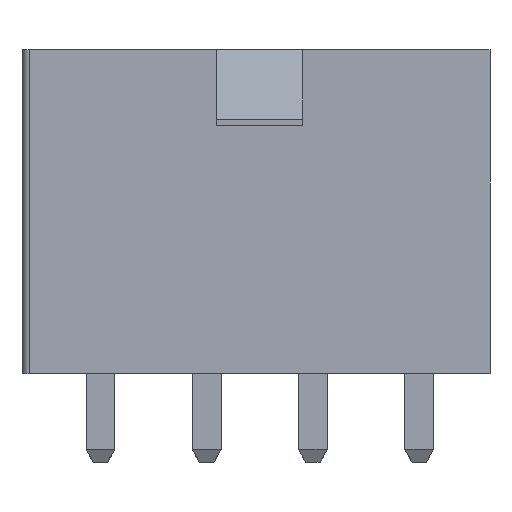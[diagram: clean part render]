
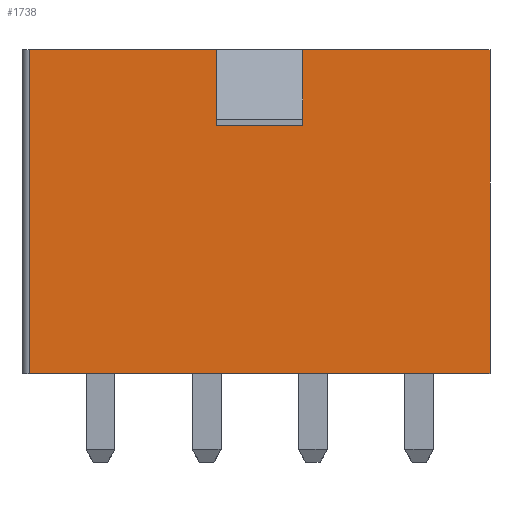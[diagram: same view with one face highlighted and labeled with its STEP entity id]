
A CAD part, top view. The second image highlights one B-rep face of the part: STEP entity #1738.
In plain terms, the highlighted planar face has unit normal (0, 0, 1).
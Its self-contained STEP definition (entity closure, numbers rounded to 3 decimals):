
#2 = LINE ( 'NONE', #3875, #845 ) ;
#136 = CARTESIAN_POINT ( 'NONE',  ( -7.4, 12.8, 0. ) ) ;
#151 = PLANE ( 'NONE',  #992 ) ;
#333 = CARTESIAN_POINT ( 'NONE',  ( 0., 12.8, 0. ) ) ;
#354 = VECTOR ( 'NONE', #547, 1000. ) ;
#485 = VECTOR ( 'NONE', #3357, 1000. ) ;
#547 = DIRECTION ( 'NONE',  ( 0., -1., 0. ) ) ;
#640 = LINE ( 'NONE', #2413, #354 ) ;
#677 = DIRECTION ( 'NONE',  ( 0., -1., 0. ) ) ;
#714 = CARTESIAN_POINT ( 'NONE',  ( 0., 12.8, 0. ) ) ;
#777 = CARTESIAN_POINT ( 'NONE',  ( -7.4, 12.8, 0. ) ) ;
#800 = ORIENTED_EDGE ( 'NONE', *, *, #2300, .T. ) ;
#845 = VECTOR ( 'NONE', #677, 1000. ) ;
#848 = VECTOR ( 'NONE', #2352, 1000. ) ;
#992 = AXIS2_PLACEMENT_3D ( 'NONE', #5752, #1154, #3955 ) ;
#1113 = CARTESIAN_POINT ( 'NONE',  ( -18.2, 12.8, 0. ) ) ;
#1127 = DIRECTION ( 'NONE',  ( -1., 0., 0. ) ) ;
#1154 = DIRECTION ( 'NONE',  ( 0., 0., 1. ) ) ;
#1173 = CARTESIAN_POINT ( 'NONE',  ( 0., 0., 0. ) ) ;
#1211 = LINE ( 'NONE', #1398, #2008 ) ;
#1398 = CARTESIAN_POINT ( 'NONE',  ( 1.9, 9.8, 0. ) ) ;
#1474 = ORIENTED_EDGE ( 'NONE', *, *, #4703, .T. ) ;
#1592 = VERTEX_POINT ( 'NONE', #5561 ) ;
#1738 = ADVANCED_FACE ( 'NONE', ( #2141 ), #151, .T. ) ;
#1766 = VERTEX_POINT ( 'NONE', #4843 ) ;
#1788 = EDGE_CURVE ( 'NONE', #1766, #4868, #4155, .T. ) ;
#1839 = EDGE_CURVE ( 'NONE', #3177, #1592, #2, .T. ) ;
#2008 = VECTOR ( 'NONE', #5515, 1000. ) ;
#2141 = FACE_OUTER_BOUND ( 'NONE', #4365, .T. ) ;
#2300 = EDGE_CURVE ( 'NONE', #3177, #4793, #3002, .T. ) ;
#2352 = DIRECTION ( 'NONE',  ( -1., 0., 0. ) ) ;
#2413 = CARTESIAN_POINT ( 'NONE',  ( -18.2, 12.8, 0. ) ) ;
#2561 = VERTEX_POINT ( 'NONE', #5490 ) ;
#2940 = VECTOR ( 'NONE', #3935, 1000. ) ;
#3002 = LINE ( 'NONE', #5249, #4083 ) ;
#3177 = VERTEX_POINT ( 'NONE', #4186 ) ;
#3357 = DIRECTION ( 'NONE',  ( 0., -1., 0. ) ) ;
#3460 = DIRECTION ( 'NONE',  ( -1., 0., 0. ) ) ;
#3565 = ORIENTED_EDGE ( 'NONE', *, *, #5365, .F. ) ;
#3807 = ORIENTED_EDGE ( 'NONE', *, *, #5621, .T. ) ;
#3875 = CARTESIAN_POINT ( 'NONE',  ( -10.8, 12.8, 0. ) ) ;
#3935 = DIRECTION ( 'NONE',  ( 0., -1., 0. ) ) ;
#3955 = DIRECTION ( 'NONE',  ( 1., 0., 0. ) ) ;
#4083 = VECTOR ( 'NONE', #1127, 1000. ) ;
#4155 = LINE ( 'NONE', #714, #2940 ) ;
#4186 = CARTESIAN_POINT ( 'NONE',  ( -10.8, 12.8, 0. ) ) ;
#4279 = ORIENTED_EDGE ( 'NONE', *, *, #5332, .T. ) ;
#4365 = EDGE_LOOP ( 'NONE', ( #4936, #1474, #5179, #800, #4279, #3565, #5617, #3807 ) ) ;
#4412 = VERTEX_POINT ( 'NONE', #777 ) ;
#4703 = EDGE_CURVE ( 'NONE', #2561, #1592, #1211, .T. ) ;
#4746 = VECTOR ( 'NONE', #3460, 1000. ) ;
#4779 = VERTEX_POINT ( 'NONE', #5195 ) ;
#4793 = VERTEX_POINT ( 'NONE', #1113 ) ;
#4843 = CARTESIAN_POINT ( 'NONE',  ( 0., 12.8, 0. ) ) ;
#4868 = VERTEX_POINT ( 'NONE', #1173 ) ;
#4936 = ORIENTED_EDGE ( 'NONE', *, *, #5875, .T. ) ;
#5019 = LINE ( 'NONE', #333, #4746 ) ;
#5179 = ORIENTED_EDGE ( 'NONE', *, *, #1839, .F. ) ;
#5195 = CARTESIAN_POINT ( 'NONE',  ( -18.2, 0., 0. ) ) ;
#5249 = CARTESIAN_POINT ( 'NONE',  ( 0., 12.8, 0. ) ) ;
#5304 = LINE ( 'NONE', #5608, #848 ) ;
#5332 = EDGE_CURVE ( 'NONE', #4793, #4779, #640, .T. ) ;
#5365 = EDGE_CURVE ( 'NONE', #4868, #4779, #5304, .T. ) ;
#5490 = CARTESIAN_POINT ( 'NONE',  ( -7.4, 9.8, 0. ) ) ;
#5515 = DIRECTION ( 'NONE',  ( -1., 0., 0. ) ) ;
#5561 = CARTESIAN_POINT ( 'NONE',  ( -10.8, 9.8, 0. ) ) ;
#5608 = CARTESIAN_POINT ( 'NONE',  ( 0., 0., 0. ) ) ;
#5617 = ORIENTED_EDGE ( 'NONE', *, *, #1788, .F. ) ;
#5621 = EDGE_CURVE ( 'NONE', #1766, #4412, #5019, .T. ) ;
#5752 = CARTESIAN_POINT ( 'NONE',  ( 0., 12.8, 0. ) ) ;
#5780 = LINE ( 'NONE', #136, #485 ) ;
#5875 = EDGE_CURVE ( 'NONE', #4412, #2561, #5780, .T. ) ;
